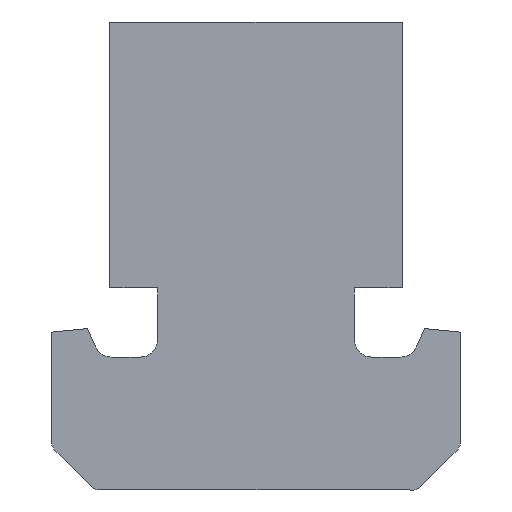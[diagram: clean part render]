
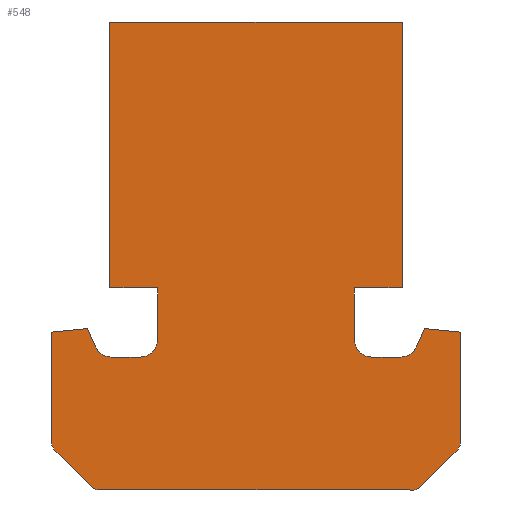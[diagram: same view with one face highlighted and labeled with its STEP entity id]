
A CAD part, front view. The second image highlights one B-rep face of the part: STEP entity #548.
In plain terms, the highlighted planar face has unit normal (0, -1, 0).
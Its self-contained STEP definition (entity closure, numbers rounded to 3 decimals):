
#15=CIRCLE('',#578,0.35);
#17=CIRCLE('',#582,0.35);
#19=CIRCLE('',#588,0.65);
#21=CIRCLE('',#592,0.65);
#23=CIRCLE('',#597,0.65);
#25=CIRCLE('',#601,0.65);
#27=CIRCLE('',#607,0.35);
#29=CIRCLE('',#611,0.35);
#62=FACE_OUTER_BOUND('',#90,.T.);
#90=EDGE_LOOP('',(#441,#442,#443,#444,#445,#446,#447,#448,#449,#450,#451,
#452,#453,#454,#455,#456,#457,#458,#459,#460,#461,#462,#463,#464,#465,#466));
#95=LINE('',#776,#157);
#100=LINE('',#790,#162);
#104=LINE('',#802,#166);
#107=LINE('',#808,#169);
#110=LINE('',#814,#172);
#114=LINE('',#826,#176);
#118=LINE('',#838,#180);
#121=LINE('',#845,#183);
#126=LINE('',#859,#188);
#130=LINE('',#871,#192);
#133=LINE('',#877,#195);
#136=LINE('',#883,#198);
#140=LINE('',#895,#202);
#143=LINE('',#904,#205);
#148=LINE('',#913,#210);
#149=LINE('',#916,#211);
#150=LINE('',#918,#212);
#151=LINE('',#919,#213);
#157=VECTOR('',#624,10.);
#162=VECTOR('',#637,10.);
#166=VECTOR('',#649,10.);
#169=VECTOR('',#654,10.);
#172=VECTOR('',#659,10.);
#176=VECTOR('',#671,10.);
#180=VECTOR('',#683,10.);
#183=VECTOR('',#688,10.);
#188=VECTOR('',#701,10.);
#192=VECTOR('',#713,10.);
#195=VECTOR('',#718,10.);
#198=VECTOR('',#723,10.);
#202=VECTOR('',#735,10.);
#205=VECTOR('',#746,10.);
#210=VECTOR('',#753,10.);
#211=VECTOR('',#756,10.);
#212=VECTOR('',#757,10.);
#213=VECTOR('',#758,10.);
#219=VERTEX_POINT('',#774);
#220=VERTEX_POINT('',#775);
#223=VERTEX_POINT('',#783);
#225=VERTEX_POINT('',#789);
#227=VERTEX_POINT('',#795);
#229=VERTEX_POINT('',#801);
#231=VERTEX_POINT('',#807);
#233=VERTEX_POINT('',#813);
#235=VERTEX_POINT('',#819);
#237=VERTEX_POINT('',#825);
#239=VERTEX_POINT('',#831);
#241=VERTEX_POINT('',#837);
#243=VERTEX_POINT('',#843);
#244=VERTEX_POINT('',#844);
#247=VERTEX_POINT('',#852);
#249=VERTEX_POINT('',#858);
#251=VERTEX_POINT('',#864);
#253=VERTEX_POINT('',#870);
#255=VERTEX_POINT('',#876);
#257=VERTEX_POINT('',#882);
#259=VERTEX_POINT('',#888);
#261=VERTEX_POINT('',#894);
#263=VERTEX_POINT('',#903);
#266=VERTEX_POINT('',#911);
#267=VERTEX_POINT('',#915);
#268=VERTEX_POINT('',#917);
#271=EDGE_CURVE('',#219,#220,#95,.T.);
#275=EDGE_CURVE('',#220,#223,#15,.T.);
#278=EDGE_CURVE('',#223,#225,#100,.T.);
#281=EDGE_CURVE('',#225,#227,#17,.T.);
#284=EDGE_CURVE('',#227,#229,#104,.T.);
#287=EDGE_CURVE('',#229,#231,#107,.T.);
#290=EDGE_CURVE('',#231,#233,#110,.T.);
#293=EDGE_CURVE('',#233,#235,#19,.T.);
#296=EDGE_CURVE('',#235,#237,#114,.T.);
#299=EDGE_CURVE('',#237,#239,#21,.T.);
#302=EDGE_CURVE('',#239,#241,#118,.T.);
#305=EDGE_CURVE('',#243,#244,#121,.T.);
#309=EDGE_CURVE('',#244,#247,#23,.T.);
#312=EDGE_CURVE('',#247,#249,#126,.T.);
#315=EDGE_CURVE('',#249,#251,#25,.T.);
#318=EDGE_CURVE('',#251,#253,#130,.T.);
#321=EDGE_CURVE('',#253,#255,#133,.T.);
#324=EDGE_CURVE('',#255,#257,#136,.T.);
#327=EDGE_CURVE('',#257,#259,#27,.T.);
#330=EDGE_CURVE('',#259,#261,#140,.T.);
#333=EDGE_CURVE('',#261,#219,#29,.T.);
#335=EDGE_CURVE('',#263,#241,#143,.T.);
#340=EDGE_CURVE('',#243,#266,#148,.T.);
#341=EDGE_CURVE('',#266,#267,#149,.T.);
#342=EDGE_CURVE('',#267,#268,#150,.T.);
#343=EDGE_CURVE('',#268,#263,#151,.T.);
#441=ORIENTED_EDGE('',*,*,#341,.T.);
#442=ORIENTED_EDGE('',*,*,#342,.T.);
#443=ORIENTED_EDGE('',*,*,#343,.T.);
#444=ORIENTED_EDGE('',*,*,#335,.T.);
#445=ORIENTED_EDGE('',*,*,#302,.F.);
#446=ORIENTED_EDGE('',*,*,#299,.F.);
#447=ORIENTED_EDGE('',*,*,#296,.F.);
#448=ORIENTED_EDGE('',*,*,#293,.F.);
#449=ORIENTED_EDGE('',*,*,#290,.F.);
#450=ORIENTED_EDGE('',*,*,#287,.F.);
#451=ORIENTED_EDGE('',*,*,#284,.F.);
#452=ORIENTED_EDGE('',*,*,#281,.F.);
#453=ORIENTED_EDGE('',*,*,#278,.F.);
#454=ORIENTED_EDGE('',*,*,#275,.F.);
#455=ORIENTED_EDGE('',*,*,#271,.F.);
#456=ORIENTED_EDGE('',*,*,#333,.F.);
#457=ORIENTED_EDGE('',*,*,#330,.F.);
#458=ORIENTED_EDGE('',*,*,#327,.F.);
#459=ORIENTED_EDGE('',*,*,#324,.F.);
#460=ORIENTED_EDGE('',*,*,#321,.F.);
#461=ORIENTED_EDGE('',*,*,#318,.F.);
#462=ORIENTED_EDGE('',*,*,#315,.F.);
#463=ORIENTED_EDGE('',*,*,#312,.F.);
#464=ORIENTED_EDGE('',*,*,#309,.F.);
#465=ORIENTED_EDGE('',*,*,#305,.F.);
#466=ORIENTED_EDGE('',*,*,#340,.T.);
#520=PLANE('',#615);
#548=ADVANCED_FACE('',(#62),#520,.T.);
#578=AXIS2_PLACEMENT_3D('',#784,#630,#631);
#582=AXIS2_PLACEMENT_3D('',#796,#642,#643);
#588=AXIS2_PLACEMENT_3D('',#820,#664,#665);
#592=AXIS2_PLACEMENT_3D('',#832,#676,#677);
#597=AXIS2_PLACEMENT_3D('',#853,#694,#695);
#601=AXIS2_PLACEMENT_3D('',#865,#706,#707);
#607=AXIS2_PLACEMENT_3D('',#889,#728,#729);
#611=AXIS2_PLACEMENT_3D('',#900,#740,#741);
#615=AXIS2_PLACEMENT_3D('',#914,#754,#755);
#624=DIRECTION('',(-1.,0.,0.));
#630=DIRECTION('center_axis',(0.,1.,0.));
#631=DIRECTION('ref_axis',(0.,0.,-1.));
#637=DIRECTION('',(-0.707,0.,0.707));
#642=DIRECTION('center_axis',(0.,1.,0.));
#643=DIRECTION('ref_axis',(-0.707,0.,-0.707));
#649=DIRECTION('',(0.,0.,1.));
#654=DIRECTION('',(0.995,0.,0.1));
#659=DIRECTION('',(0.414,0.,-0.91));
#664=DIRECTION('center_axis',(0.,-1.,0.));
#665=DIRECTION('ref_axis',(0.,0.,1.));
#671=DIRECTION('',(1.,0.,0.));
#676=DIRECTION('center_axis',(0.,-1.,0.));
#677=DIRECTION('ref_axis',(-1.,0.,0.));
#683=DIRECTION('',(0.,0.,1.));
#688=DIRECTION('',(0.,0.,-1.));
#694=DIRECTION('center_axis',(0.,-1.,0.));
#695=DIRECTION('ref_axis',(0.,0.,1.));
#701=DIRECTION('',(1.,0.,0.));
#706=DIRECTION('center_axis',(0.,-1.,0.));
#707=DIRECTION('ref_axis',(-0.91,0.,0.414));
#713=DIRECTION('',(0.414,0.,0.91));
#718=DIRECTION('',(0.995,0.,-0.1));
#723=DIRECTION('',(0.,0.,-1.));
#728=DIRECTION('center_axis',(0.,1.,0.));
#729=DIRECTION('ref_axis',(1.,0.,0.));
#735=DIRECTION('',(-0.707,0.,-0.707));
#740=DIRECTION('center_axis',(0.,1.,0.));
#741=DIRECTION('ref_axis',(0.707,0.,-0.707));
#746=DIRECTION('',(1.,0.,0.));
#753=DIRECTION('',(1.,0.,0.));
#754=DIRECTION('center_axis',(0.,-1.,0.));
#755=DIRECTION('ref_axis',(0.,0.,-1.));
#756=DIRECTION('',(0.,0.,1.));
#757=DIRECTION('',(-1.,0.,0.));
#758=DIRECTION('',(0.,0.,-1.));
#774=CARTESIAN_POINT('',(5.912,-2.5,-12.6));
#775=CARTESIAN_POINT('',(-5.912,-2.5,-12.6));
#776=CARTESIAN_POINT('',(-2.956,-2.5,-12.6));
#783=CARTESIAN_POINT('',(-6.159,-2.5,-12.497));
#784=CARTESIAN_POINT('Origin',(-5.912,-2.5,-12.25));
#789=CARTESIAN_POINT('',(-7.597,-2.5,-11.059));
#790=CARTESIAN_POINT('',(-6.263,-2.5,-12.394));
#795=CARTESIAN_POINT('',(-7.7,-2.5,-10.812));
#796=CARTESIAN_POINT('Origin',(-7.35,-2.5,-10.812));
#801=CARTESIAN_POINT('',(-7.7,-2.5,-6.662));
#802=CARTESIAN_POINT('',(-7.7,-2.5,-7.731));
#807=CARTESIAN_POINT('',(-6.345,-2.5,-6.527));
#808=CARTESIAN_POINT('',(-3.317,-2.5,-6.224));
#813=CARTESIAN_POINT('',(-6.031,-2.5,-7.219));
#814=CARTESIAN_POINT('',(-5.217,-2.5,-9.01));
#819=CARTESIAN_POINT('',(-5.439,-2.5,-7.6));
#820=CARTESIAN_POINT('Origin',(-5.439,-2.5,-6.95));
#825=CARTESIAN_POINT('',(-4.35,-2.5,-7.6));
#826=CARTESIAN_POINT('',(-2.175,-2.5,-7.6));
#831=CARTESIAN_POINT('',(-3.7,-2.5,-6.95));
#832=CARTESIAN_POINT('Origin',(-4.35,-2.5,-6.95));
#837=CARTESIAN_POINT('',(-3.7,-2.5,-5.));
#838=CARTESIAN_POINT('',(-3.7,-2.5,-6.9));
#843=CARTESIAN_POINT('',(3.7,-2.5,-5.));
#844=CARTESIAN_POINT('',(3.7,-2.5,-6.95));
#845=CARTESIAN_POINT('',(3.7,-2.5,-7.875));
#852=CARTESIAN_POINT('',(4.35,-2.5,-7.6));
#853=CARTESIAN_POINT('Origin',(4.35,-2.5,-6.95));
#858=CARTESIAN_POINT('',(5.439,-2.5,-7.6));
#859=CARTESIAN_POINT('',(2.72,-2.5,-7.6));
#864=CARTESIAN_POINT('',(6.031,-2.5,-7.219));
#865=CARTESIAN_POINT('Origin',(5.439,-2.5,-6.95));
#870=CARTESIAN_POINT('',(6.345,-2.5,-6.527));
#871=CARTESIAN_POINT('',(5.374,-2.5,-8.664));
#876=CARTESIAN_POINT('',(7.7,-2.5,-6.662));
#877=CARTESIAN_POINT('',(3.994,-2.5,-6.291));
#882=CARTESIAN_POINT('',(7.7,-2.5,-10.812));
#883=CARTESIAN_POINT('',(7.7,-2.5,-9.806));
#888=CARTESIAN_POINT('',(7.597,-2.5,-11.059));
#889=CARTESIAN_POINT('Origin',(7.35,-2.5,-10.812));
#894=CARTESIAN_POINT('',(6.159,-2.5,-12.497));
#895=CARTESIAN_POINT('',(5.544,-2.5,-13.113));
#900=CARTESIAN_POINT('Origin',(5.912,-2.5,-12.25));
#903=CARTESIAN_POINT('',(-5.5,-2.5,-5.));
#904=CARTESIAN_POINT('',(5.5,-2.5,-5.));
#911=CARTESIAN_POINT('',(5.5,-2.5,-5.));
#913=CARTESIAN_POINT('',(5.5,-2.5,-5.));
#914=CARTESIAN_POINT('Origin',(0.,-2.5,0.));
#915=CARTESIAN_POINT('',(5.5,-2.5,5.));
#916=CARTESIAN_POINT('',(5.5,-2.5,5.));
#917=CARTESIAN_POINT('',(-5.5,-2.5,5.));
#918=CARTESIAN_POINT('',(-5.5,-2.5,5.));
#919=CARTESIAN_POINT('',(-5.5,-2.5,-5.));
